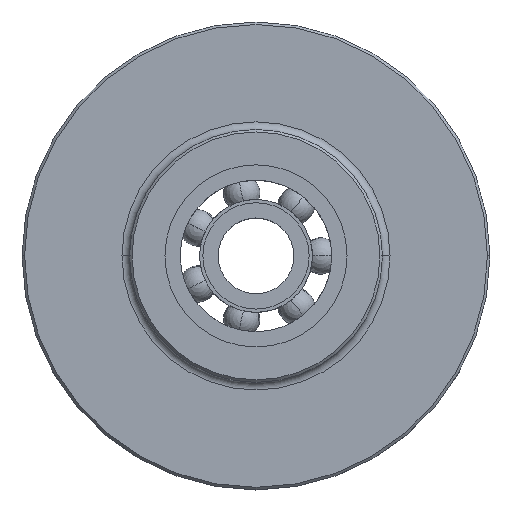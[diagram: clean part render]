
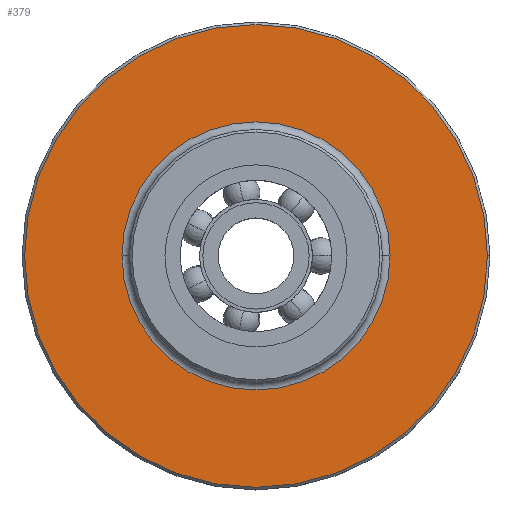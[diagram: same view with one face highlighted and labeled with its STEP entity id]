
A CAD part, top view. The second image highlights one B-rep face of the part: STEP entity #379.
In plain terms, the highlighted planar face has unit normal (0, 0, 1).
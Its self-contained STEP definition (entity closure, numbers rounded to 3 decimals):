
#379=ADVANCED_FACE('',(#788,#789),#790,.T.);
#788=FACE_BOUND('',#1206,.T.);
#789=FACE_OUTER_BOUND('',#1207,.T.);
#790=PLANE('',#1208);
#1206=EDGE_LOOP('',(#2441,#2442));
#1207=EDGE_LOOP('',(#2443,#2444));
#1208=AXIS2_PLACEMENT_3D('',#2445,#2446,#2447);
#2441=ORIENTED_EDGE('',*,*,#3062,.F.);
#2442=ORIENTED_EDGE('',*,*,#2693,.F.);
#2443=ORIENTED_EDGE('',*,*,#2700,.T.);
#2444=ORIENTED_EDGE('',*,*,#3060,.T.);
#2445=CARTESIAN_POINT('',(72.25,0.0,15.0));
#2446=DIRECTION('',(0.0,0.0,1.0));
#2447=DIRECTION('',(1.0,0.0,0.0));
#2693=EDGE_CURVE('',#3305,#3307,#3308,.T.);
#2700=EDGE_CURVE('',#3313,#3317,#3319,.T.);
#3060=EDGE_CURVE('',#3317,#3313,#3851,.T.);
#3062=EDGE_CURVE('',#3307,#3305,#3853,.T.);
#3305=VERTEX_POINT('',#5176);
#3307=VERTEX_POINT('',#5178);
#3308=CIRCLE('',#5179,53.0);
#3313=VERTEX_POINT('',#5184);
#3317=VERTEX_POINT('',#5189);
#3319=CIRCLE('',#5192,91.5);
#3851=CIRCLE('',#8484,91.5);
#3853=CIRCLE('',#8486,53.0);
#5176=CARTESIAN_POINT('',(-53.0,0.,15.0));
#5178=CARTESIAN_POINT('',(53.0,0.0,15.0));
#5179=AXIS2_PLACEMENT_3D('',#8703,#8704,#8705);
#5184=CARTESIAN_POINT('',(91.5,0.0,15.0));
#5189=CARTESIAN_POINT('',(-91.5,0.,15.0));
#5192=AXIS2_PLACEMENT_3D('',#8717,#8718,#8719);
#8484=AXIS2_PLACEMENT_3D('',#9110,#9111,#9112);
#8486=AXIS2_PLACEMENT_3D('',#9113,#9114,#9115);
#8703=CARTESIAN_POINT('',(0.0,0.0,15.0));
#8704=DIRECTION('',(0.0,0.0,1.0));
#8705=DIRECTION('',(1.0,0.0,0.0));
#8717=CARTESIAN_POINT('',(0.0,0.0,15.0));
#8718=DIRECTION('',(0.0,0.0,1.0));
#8719=DIRECTION('',(1.0,0.0,0.0));
#9110=CARTESIAN_POINT('',(0.0,0.0,15.0));
#9111=DIRECTION('',(0.0,0.0,1.0));
#9112=DIRECTION('',(1.0,0.0,0.0));
#9113=CARTESIAN_POINT('',(0.0,0.0,15.0));
#9114=DIRECTION('',(0.0,0.0,1.0));
#9115=DIRECTION('',(1.0,0.0,0.0));
